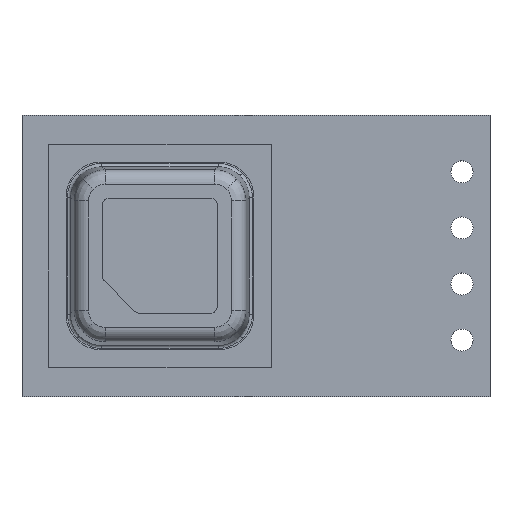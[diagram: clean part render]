
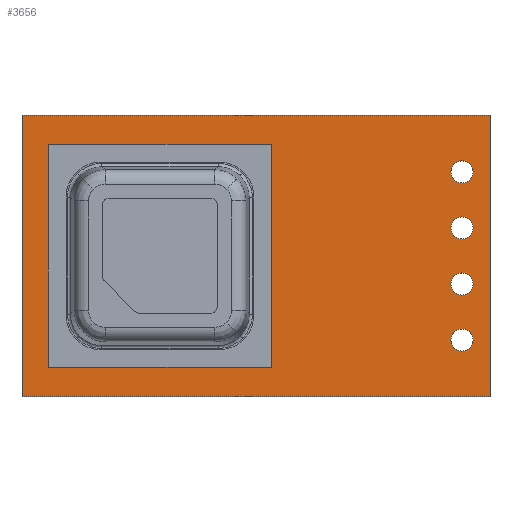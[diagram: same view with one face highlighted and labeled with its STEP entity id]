
A CAD part, top view. The second image highlights one B-rep face of the part: STEP entity #3656.
In plain terms, the highlighted planar face has unit normal (0, 0, 1).
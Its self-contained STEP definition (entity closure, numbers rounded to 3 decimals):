
#50=FACE_BOUND('',#693,.T.);
#51=FACE_BOUND('',#694,.T.);
#52=FACE_BOUND('',#695,.T.);
#53=FACE_BOUND('',#696,.T.);
#211=PLANE('',#3944);
#461=FACE_OUTER_BOUND('',#692,.T.);
#692=EDGE_LOOP('',(#3337,#3338,#3339,#3340));
#693=EDGE_LOOP('',(#3341));
#694=EDGE_LOOP('',(#3342));
#695=EDGE_LOOP('',(#3343));
#696=EDGE_LOOP('',(#3344));
#1089=LINE('',#6108,#1486);
#1092=LINE('',#6114,#1489);
#1095=LINE('',#6120,#1492);
#1098=LINE('',#6124,#1495);
#1486=VECTOR('',#4872,10.);
#1489=VECTOR('',#4877,10.);
#1492=VECTOR('',#4882,10.);
#1495=VECTOR('',#4887,10.);
#1550=CIRCLE('',#3929,0.5);
#1552=CIRCLE('',#3932,0.5);
#1554=CIRCLE('',#3935,0.5);
#1556=CIRCLE('',#3938,0.5);
#1864=VERTEX_POINT('',#6078);
#1866=VERTEX_POINT('',#6084);
#1868=VERTEX_POINT('',#6090);
#1870=VERTEX_POINT('',#6096);
#1874=VERTEX_POINT('',#6105);
#1875=VERTEX_POINT('',#6107);
#1877=VERTEX_POINT('',#6113);
#1879=VERTEX_POINT('',#6119);
#2347=EDGE_CURVE('',#1864,#1864,#1550,.T.);
#2350=EDGE_CURVE('',#1866,#1866,#1552,.T.);
#2353=EDGE_CURVE('',#1868,#1868,#1554,.T.);
#2356=EDGE_CURVE('',#1870,#1870,#1556,.T.);
#2361=EDGE_CURVE('',#1875,#1874,#1089,.T.);
#2364=EDGE_CURVE('',#1877,#1875,#1092,.T.);
#2367=EDGE_CURVE('',#1879,#1877,#1095,.T.);
#2370=EDGE_CURVE('',#1874,#1879,#1098,.T.);
#3337=ORIENTED_EDGE('',*,*,#2370,.T.);
#3338=ORIENTED_EDGE('',*,*,#2367,.T.);
#3339=ORIENTED_EDGE('',*,*,#2364,.T.);
#3340=ORIENTED_EDGE('',*,*,#2361,.T.);
#3341=ORIENTED_EDGE('',*,*,#2356,.T.);
#3342=ORIENTED_EDGE('',*,*,#2353,.T.);
#3343=ORIENTED_EDGE('',*,*,#2350,.T.);
#3344=ORIENTED_EDGE('',*,*,#2347,.T.);
#3656=ADVANCED_FACE('',(#461,#50,#51,#52,#53),#211,.T.);
#3929=AXIS2_PLACEMENT_3D('',#6079,#4842,#4843);
#3932=AXIS2_PLACEMENT_3D('',#6085,#4849,#4850);
#3935=AXIS2_PLACEMENT_3D('',#6091,#4856,#4857);
#3938=AXIS2_PLACEMENT_3D('',#6097,#4863,#4864);
#3944=AXIS2_PLACEMENT_3D('',#6125,#4888,#4889);
#4842=DIRECTION('center_axis',(0.,0.,-1.));
#4843=DIRECTION('ref_axis',(1.,0.,0.));
#4849=DIRECTION('center_axis',(0.,0.,-1.));
#4850=DIRECTION('ref_axis',(1.,0.,0.));
#4856=DIRECTION('center_axis',(0.,0.,-1.));
#4857=DIRECTION('ref_axis',(1.,0.,0.));
#4863=DIRECTION('center_axis',(0.,0.,-1.));
#4864=DIRECTION('ref_axis',(1.,0.,0.));
#4872=DIRECTION('',(0.,-1.,0.));
#4877=DIRECTION('',(-1.,0.,0.));
#4882=DIRECTION('',(0.,1.,0.));
#4887=DIRECTION('',(1.,0.,0.));
#4888=DIRECTION('center_axis',(0.,0.,1.));
#4889=DIRECTION('ref_axis',(1.,0.,0.));
#6078=CARTESIAN_POINT('',(-0.5,-7.62,1.6));
#6079=CARTESIAN_POINT('Origin',(0.,-7.62,1.6));
#6084=CARTESIAN_POINT('',(-0.5,-2.54,1.6));
#6085=CARTESIAN_POINT('Origin',(0.,-2.54,1.6));
#6090=CARTESIAN_POINT('',(-0.5,-5.08,1.6));
#6091=CARTESIAN_POINT('Origin',(0.,-5.08,1.6));
#6096=CARTESIAN_POINT('',(-0.5,0.,1.6));
#6097=CARTESIAN_POINT('Origin',(0.,0.,1.6));
#6105=CARTESIAN_POINT('',(-19.93,-10.185,1.6));
#6107=CARTESIAN_POINT('',(-19.93,2.565,1.6));
#6108=CARTESIAN_POINT('',(-19.93,-10.185,1.6));
#6113=CARTESIAN_POINT('',(1.27,2.565,1.6));
#6114=CARTESIAN_POINT('',(-19.93,2.565,1.6));
#6119=CARTESIAN_POINT('',(1.27,-10.185,1.6));
#6120=CARTESIAN_POINT('',(1.27,2.565,1.6));
#6124=CARTESIAN_POINT('',(1.27,-10.185,1.6));
#6125=CARTESIAN_POINT('Origin',(-9.33,-3.81,1.6));
